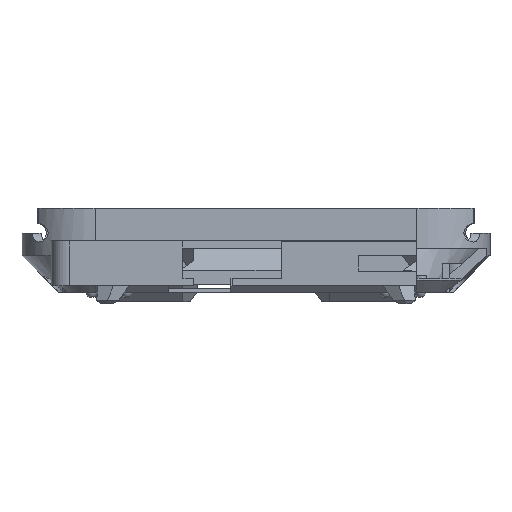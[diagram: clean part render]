
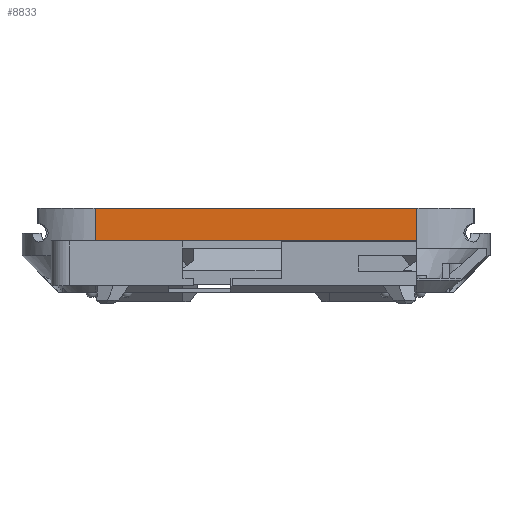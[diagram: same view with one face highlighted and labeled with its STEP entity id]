
A CAD part, front view. The second image highlights one B-rep face of the part: STEP entity #8833.
In plain terms, the highlighted planar face has unit normal (0, -1, 0).
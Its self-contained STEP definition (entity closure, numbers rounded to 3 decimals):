
#266=PLANE('',#9488);
#760=FACE_OUTER_BOUND('',#1295,.T.);
#1295=EDGE_LOOP('',(#7216,#7217,#7218,#7219));
#1757=LINE('',#12573,#2850);
#2152=LINE('',#14141,#3245);
#2156=LINE('',#14153,#3249);
#2182=LINE('',#14222,#3275);
#2850=VECTOR('',#10105,10.);
#3245=VECTOR('',#10890,10.);
#3249=VECTOR('',#10908,10.);
#3275=VECTOR('',#10994,10.);
#3959=VERTEX_POINT('',#12302);
#4065=VERTEX_POINT('',#12572);
#4467=VERTEX_POINT('',#14140);
#4468=VERTEX_POINT('',#14152);
#4884=EDGE_CURVE('',#4065,#3959,#1757,.T.);
#5414=EDGE_CURVE('',#4065,#4467,#2152,.T.);
#5421=EDGE_CURVE('',#4467,#4468,#2156,.T.);
#5453=EDGE_CURVE('',#4468,#3959,#2182,.T.);
#7216=ORIENTED_EDGE('',*,*,#4884,.T.);
#7217=ORIENTED_EDGE('',*,*,#5453,.F.);
#7218=ORIENTED_EDGE('',*,*,#5421,.F.);
#7219=ORIENTED_EDGE('',*,*,#5414,.F.);
#8833=ADVANCED_FACE('',(#760),#266,.T.);
#9488=AXIS2_PLACEMENT_3D('',#14221,#10992,#10993);
#10105=DIRECTION('',(1.,0.,0.));
#10890=DIRECTION('',(0.,0.,1.));
#10908=DIRECTION('',(1.,0.,0.));
#10992=DIRECTION('center_axis',(0.,-1.,0.));
#10993=DIRECTION('ref_axis',(1.,0.,0.));
#10994=DIRECTION('',(0.,0.,-1.));
#12302=CARTESIAN_POINT('',(44.,-25.,0.));
#12572=CARTESIAN_POINT('',(-44.,-25.,0.));
#12573=CARTESIAN_POINT('',(-26.75,-25.,0.));
#14140=CARTESIAN_POINT('',(-44.,-25.,9.));
#14141=CARTESIAN_POINT('',(-44.,-25.,-14.));
#14152=CARTESIAN_POINT('',(44.,-25.,9.));
#14153=CARTESIAN_POINT('',(-32.,-25.,9.));
#14221=CARTESIAN_POINT('Origin',(-64.,-25.,-14.));
#14222=CARTESIAN_POINT('',(44.,-25.,-14.));
